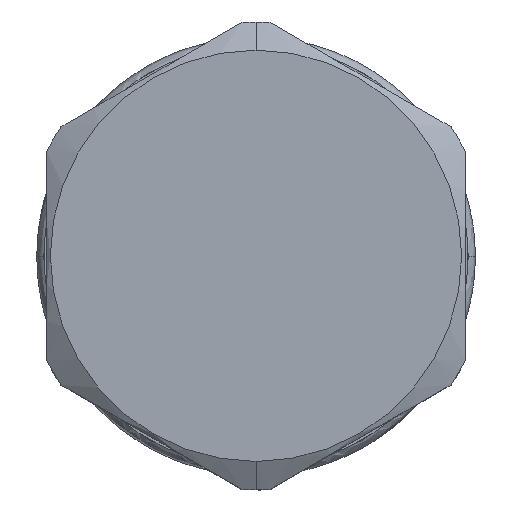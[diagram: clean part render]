
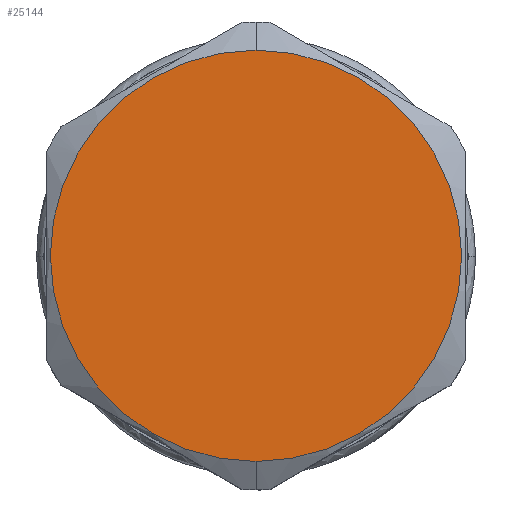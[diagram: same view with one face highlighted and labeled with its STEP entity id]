
A CAD part, top view. The second image highlights one B-rep face of the part: STEP entity #25144.
In plain terms, the highlighted planar face has unit normal (0, 0, 1).
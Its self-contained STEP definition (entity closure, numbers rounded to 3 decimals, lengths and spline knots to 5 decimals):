
#19963=CARTESIAN_POINT('',(0.,0.,3.1545));
#19964=DIRECTION('',(0.,0.,1.));
#19965=DIRECTION('',(0.,-1.,0.));
#19966=AXIS2_PLACEMENT_3D('',#19963,#19964,#19965);
#19968=CARTESIAN_POINT('',(0.,0.,3.1545));
#19969=DIRECTION('',(0.,0.,1.));
#19970=DIRECTION('',(0.,1.,0.));
#19971=AXIS2_PLACEMENT_3D('',#19968,#19969,#19970);
#20258=CARTESIAN_POINT('',(0.,-0.43,3.1545));
#20259=CARTESIAN_POINT('',(0.,0.43,3.1545));
#20260=VERTEX_POINT('',#20258);
#20261=VERTEX_POINT('',#20259);
#25135=CARTESIAN_POINT('',(0.,0.,3.1545));
#25136=DIRECTION('',(0.,0.,1.));
#25137=DIRECTION('',(0.,1.,0.));
#25138=AXIS2_PLACEMENT_3D('',#25135,#25136,#25137);
#25139=PLANE('',#25138);
#25140=ORIENTED_EDGE('',*,*,#24878,.F.);
#25141=ORIENTED_EDGE('',*,*,#25119,.F.);
#25142=EDGE_LOOP('',(#25140,#25141));
#25143=FACE_OUTER_BOUND('',#25142,.F.);
#19967=CIRCLE('',#19966,0.43);
#19972=CIRCLE('',#19971,0.43);
#24878=EDGE_CURVE('',#20260,#20261,#19967,.T.);
#25119=EDGE_CURVE('',#20261,#20260,#19972,.T.);
#25144=ADVANCED_FACE('',(#25143),#25139,.T.);
